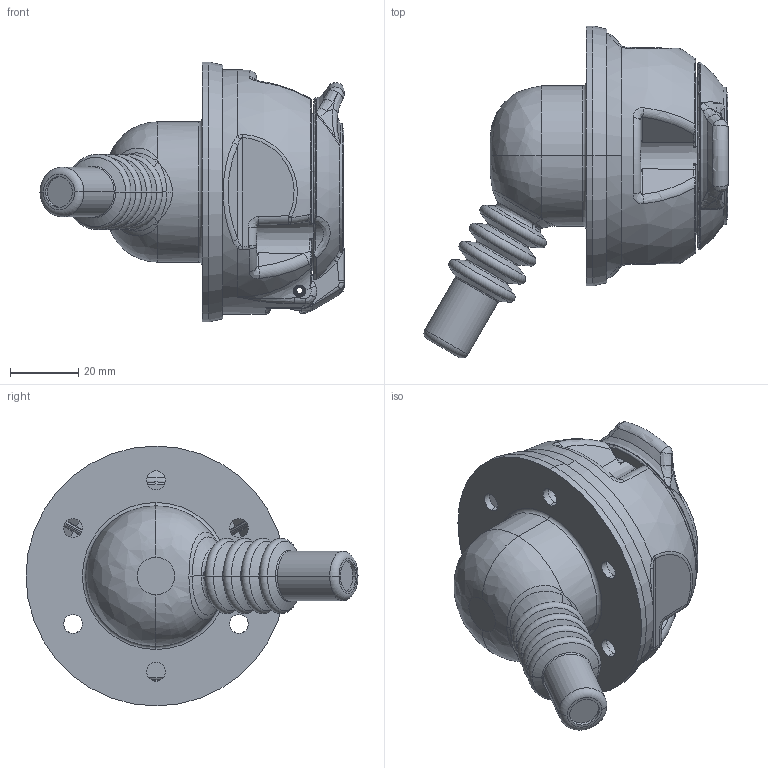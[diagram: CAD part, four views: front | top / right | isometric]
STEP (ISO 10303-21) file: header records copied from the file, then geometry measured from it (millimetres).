
FILE_DESCRIPTION((''),'2;1');
FILE_NAME('121314_ASY_SW0001','2021-05-03T12:17:58',('teru'),(''),'CREO PARAMETRIC BY PTC INC, 2017380','CREO PARAMETRIC BY PTC INC, 2017380','');
FILE_SCHEMA(('CONFIG_CONTROL_DESIGN'));
Products named in the file (1): 121314_ASY_SW0001
Bounding box: 88.89 x 97.07 x 76 mm (x, y, z)
Volume: 132371.5 mm3; surface area: 49937.6 mm2
Topology: 1 solids, 1 shells, 1766 faces, 4810 edges, 3090 vertices
Faces by surface type: plane 1159, bspline 236, cylinder 158, cone 96, torus 93, sphere 24
Entity records: 70821 total; most frequent: CARTESIAN_POINT 27892, ORIENTED_EDGE 9610, DIRECTION 7930, EDGE_CURVE 4805, VECTOR 3336, LINE 3336, VERTEX_POINT 3090, AXIS2_PLACEMENT_3D 2297
